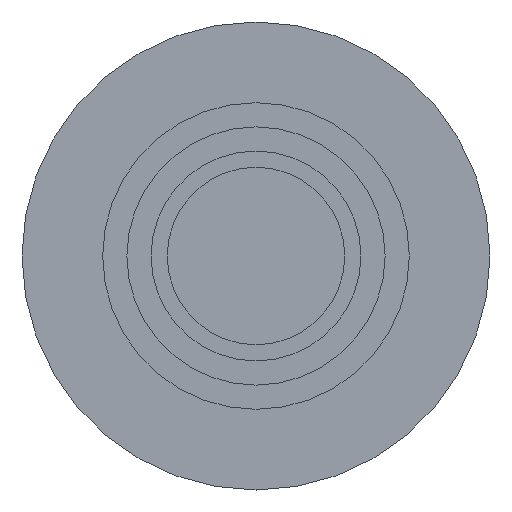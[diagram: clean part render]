
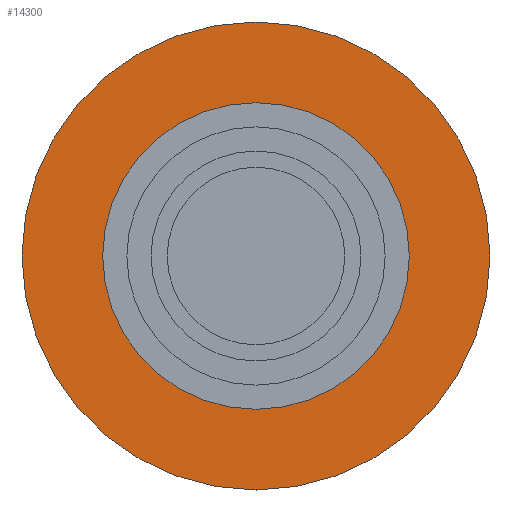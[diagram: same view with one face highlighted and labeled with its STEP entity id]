
A CAD part, front view. The second image highlights one B-rep face of the part: STEP entity #14300.
In plain terms, the highlighted face is planar.
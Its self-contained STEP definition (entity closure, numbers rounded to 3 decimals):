
#13750=CARTESIAN_POINT('',(66.647,80.28,-30.45));
#13760=VERTEX_POINT('',#13750);
#13790=CARTESIAN_POINT('',(66.647,77.38,-30.45));
#13800=DIRECTION('',(0.,0.,1.));
#13810=DIRECTION('',(0.,1.,0.));
#13820=AXIS2_PLACEMENT_3D('',#13790,#13800,#13810);
#13830=CIRCLE('',#13820,2.9);
#13840=CARTESIAN_POINT('',(66.647,74.48,-30.45));
#13850=VERTEX_POINT('',#13840);
#13860=EDGE_CURVE('',#13850,#13760,#13830,.T.);
#14050=CARTESIAN_POINT('',(66.647,75.505,-30.45));
#14060=DIRECTION('',(0.,0.,1.));
#14070=DIRECTION('',(0.,1.,0.));
#14080=AXIS2_PLACEMENT_3D('',#14050,#14060,#14070);
#14090=PLANE('',#14080);
#14100=CARTESIAN_POINT('',(66.647,77.38,-30.45));
#14110=DIRECTION('',(0.,0.,-1.));
#14120=DIRECTION('',(0.,-1.,0.));
#14130=AXIS2_PLACEMENT_3D('',#14100,#14110,#14120);
#14140=CIRCLE('',#14130,1.9);
#14150=CARTESIAN_POINT('',(66.647,75.48,-30.45));
#14160=VERTEX_POINT('',#14150);
#14170=CARTESIAN_POINT('',(66.647,79.28,-30.45));
#14180=VERTEX_POINT('',#14170);
#14190=EDGE_CURVE('',#14160,#14180,#14140,.T.);
#14200=ORIENTED_EDGE('',*,*,#14190,.F.);
#14210=EDGE_CURVE('',#14180,#14160,#14140,.T.);
#14220=ORIENTED_EDGE('',*,*,#14210,.F.);
#14230=EDGE_LOOP('',(#14220,#14200));
#14240=FACE_BOUND('',#14230,.T.);
#14250=EDGE_CURVE('',#13760,#13850,#13830,.T.);
#14260=ORIENTED_EDGE('',*,*,#14250,.F.);
#14270=ORIENTED_EDGE('',*,*,#13860,.F.);
#14280=EDGE_LOOP('',(#14270,#14260));
#14290=FACE_OUTER_BOUND('',#14280,.T.);
#14300=ADVANCED_FACE('',(#14240,#14290),#14090,.F.);
